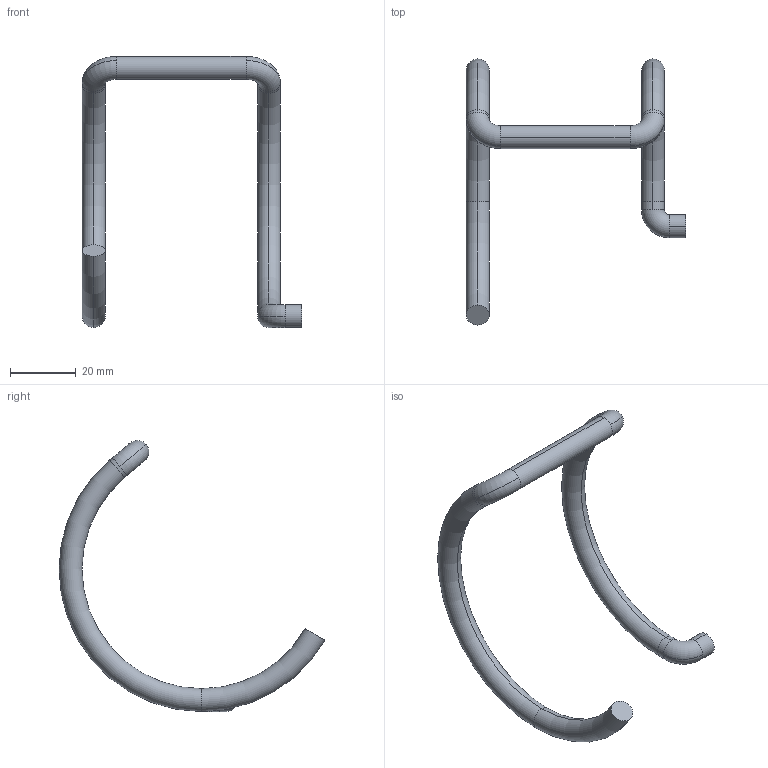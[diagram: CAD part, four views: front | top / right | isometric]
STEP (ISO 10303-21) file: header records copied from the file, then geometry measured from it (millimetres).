
FILE_DESCRIPTION (( 'STEP AP214' ), '1' );
FILE_NAME ('cable_pulley.STEP', '2025-05-27T14:01:32', ( '' ), ( '' ), 'SwSTEP 2.0', 'SolidWorks 2025', '' );
FILE_SCHEMA (( 'AUTOMOTIVE_DESIGN' ));
Length unit declared in the file: millimetre
Products named in the file (1): cable_pulley_base
Bounding box: 67 x 81.17 x 82.78 mm (x, y, z)
Volume: 12169.2 mm3; surface area: 7030.8 mm2
Topology: 1 solids, 1 shells, 24 faces, 58 edges, 36 vertices
Faces by surface type: torus 12, cylinder 10, plane 2
Entity records: 749 total; most frequent: DIRECTION 156, CARTESIAN_POINT 119, ORIENTED_EDGE 116, AXIS2_PLACEMENT_3D 73, EDGE_CURVE 58, CIRCLE 48, VERTEX_POINT 36, ADVANCED_FACE 24
